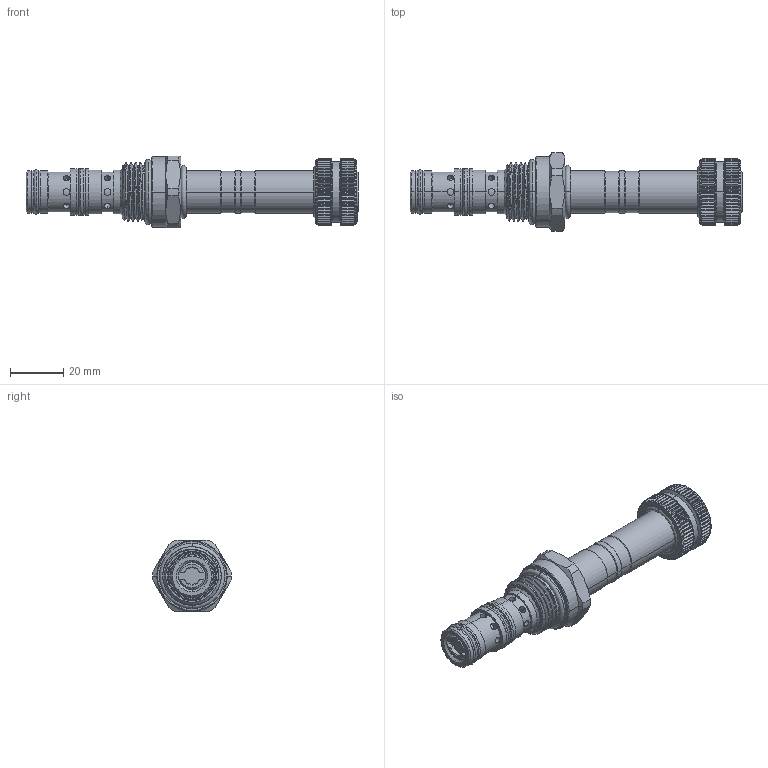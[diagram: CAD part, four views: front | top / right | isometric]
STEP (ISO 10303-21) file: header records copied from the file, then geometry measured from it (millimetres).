
FILE_DESCRIPTION (( 'STEP AP203' ), '1' );
FILE_NAME ('EP10W3C53P04-2.STEP', '2022-06-17T08:07:46', ( '' ), ( '' ), 'SwSTEP 2.0', 'SolidWorks 2018', '' );
FILE_SCHEMA (( 'CONFIG_CONTROL_DESIGN' ));
Length unit declared in the file: millimetre
Products named in the file (1): EP10W3C53P04-2
Bounding box: 124.79 x 29.6 x 27 mm (x, y, z)
Volume: 34643.9 mm3; surface area: 12485.4 mm2
Topology: 4 solids, 4 shells, 1094 faces, 2837 edges, 1791 vertices
Faces by surface type: cylinder 460, plane 450, cone 158, torus 18, bspline 8
Entity records: 39228 total; most frequent: CARTESIAN_POINT 13301, ORIENTED_EDGE 5674, DIRECTION 5114, EDGE_CURVE 2837, AXIS2_PLACEMENT_3D 1976, VERTEX_POINT 1791, VECTOR 1162, LINE 1162
